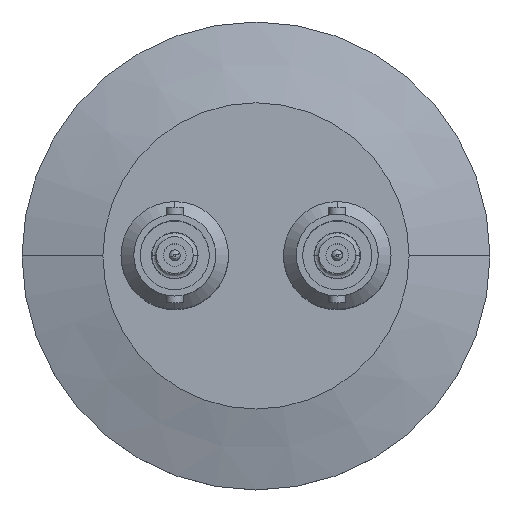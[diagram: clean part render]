
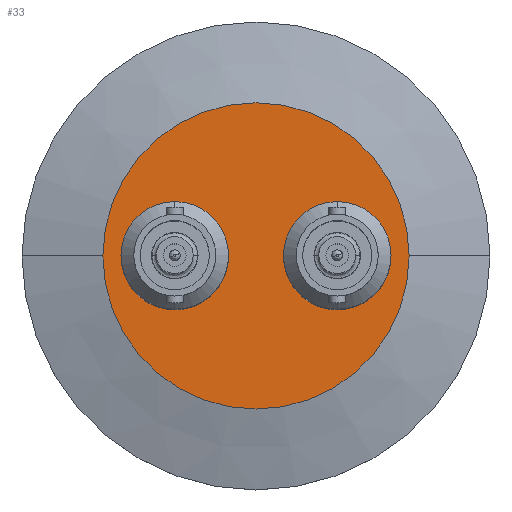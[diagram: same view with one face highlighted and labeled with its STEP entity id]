
A CAD part, top view. The second image highlights one B-rep face of the part: STEP entity #33.
In plain terms, the highlighted planar face has unit normal (0, 0, 1).
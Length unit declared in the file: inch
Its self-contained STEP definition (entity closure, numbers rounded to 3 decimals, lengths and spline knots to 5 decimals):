
#33 = ADVANCED_FACE ( 'NONE', ( #2359, #2368, #2360 ), #1498, .T. ) ;
#170 = AXIS2_PLACEMENT_3D ( 'NONE', #1496, #1493, #1500 ) ;
#801 = EDGE_CURVE ( 'NONE', #2490, #2491, #5428, .T. ) ;
#1070 = CARTESIAN_POINT ( 'NONE',  ( -0.375, -0.2485, 0.2 ) ) ;
#1071 = CARTESIAN_POINT ( 'NONE',  ( -0.375, 0.2485, 0.2 ) ) ;
#1405 = CIRCLE ( 'NONE', #3212, 0.70679 ) ;
#1435 = CIRCLE ( 'NONE', #3221, 0.2485 ) ;
#1436 = CIRCLE ( 'NONE', #3222, 0.2485 ) ;
#1437 = CIRCLE ( 'NONE', #3223, 0.70679 ) ;
#1493 = DIRECTION ( 'NONE',  ( 0., 0., 1. ) ) ;
#1496 = CARTESIAN_POINT ( 'NONE',  ( 0., 0., 0.2 ) ) ;
#1498 = PLANE ( 'NONE',  #170 ) ;
#1500 = DIRECTION ( 'NONE',  ( 1., 0., 0. ) ) ;
#2359 = FACE_BOUND ( 'NONE', #3466, .T. ) ;
#2360 = FACE_OUTER_BOUND ( 'NONE', #3473, .T. ) ;
#2368 = FACE_BOUND ( 'NONE', #3471, .T. ) ;
#2490 = VERTEX_POINT ( 'NONE', #1070 ) ;
#2491 = VERTEX_POINT ( 'NONE', #1071 ) ;
#3085 = EDGE_CURVE ( 'NONE', #3571, #3575, #1405, .T. ) ;
#3102 = EDGE_CURVE ( 'NONE', #3693, #3692, #1435, .T. ) ;
#3103 = EDGE_CURVE ( 'NONE', #2491, #2490, #1436, .T. ) ;
#3104 = EDGE_CURVE ( 'NONE', #3575, #3571, #1437, .T. ) ;
#3212 = AXIS2_PLACEMENT_3D ( 'NONE', #3957, #3958, #3959 ) ;
#3221 = AXIS2_PLACEMENT_3D ( 'NONE', #3997, #3998, #3999 ) ;
#3222 = AXIS2_PLACEMENT_3D ( 'NONE', #4000, #4001, #4002 ) ;
#3223 = AXIS2_PLACEMENT_3D ( 'NONE', #4003, #4004, #4005 ) ;
#3466 = EDGE_LOOP ( 'NONE', ( #4549, #4550 ) ) ;
#3471 = EDGE_LOOP ( 'NONE', ( #4551, #4552 ) ) ;
#3473 = EDGE_LOOP ( 'NONE', ( #4553, #4554 ) ) ;
#3571 = VERTEX_POINT ( 'NONE', #4124 ) ;
#3575 = VERTEX_POINT ( 'NONE', #4120 ) ;
#3647 = EDGE_CURVE ( 'NONE', #3692, #3693, #4193, .T. ) ;
#3692 = VERTEX_POINT ( 'NONE', #5237 ) ;
#3693 = VERTEX_POINT ( 'NONE', #5232 ) ;
#3901 = AXIS2_PLACEMENT_3D ( 'NONE', #4858, #4859, #4860 ) ;
#3957 = CARTESIAN_POINT ( 'NONE',  ( 0., 0., 0.2 ) ) ;
#3958 = DIRECTION ( 'NONE',  ( 0., 0., -1. ) ) ;
#3959 = DIRECTION ( 'NONE',  ( -1., 0., 0. ) ) ;
#3997 = CARTESIAN_POINT ( 'NONE',  ( 0.375, 0., 0.2 ) ) ;
#3998 = DIRECTION ( 'NONE',  ( 0., 0., 1. ) ) ;
#3999 = DIRECTION ( 'NONE',  ( 1., 0., 0. ) ) ;
#4000 = CARTESIAN_POINT ( 'NONE',  ( -0.375, 0., 0.2 ) ) ;
#4001 = DIRECTION ( 'NONE',  ( 0., 0., 1. ) ) ;
#4002 = DIRECTION ( 'NONE',  ( 1., 0., 0. ) ) ;
#4003 = CARTESIAN_POINT ( 'NONE',  ( 0., 0., 0.2 ) ) ;
#4004 = DIRECTION ( 'NONE',  ( 0., 0., -1. ) ) ;
#4005 = DIRECTION ( 'NONE',  ( -1., 0., 0. ) ) ;
#4120 = CARTESIAN_POINT ( 'NONE',  ( 0.70679, 0., 0.2 ) ) ;
#4124 = CARTESIAN_POINT ( 'NONE',  ( -0.70679, 0., 0.2 ) ) ;
#4193 = CIRCLE ( 'NONE', #4934, 0.2485 ) ;
#4549 = ORIENTED_EDGE ( 'NONE', *, *, #3102, .F. ) ;
#4550 = ORIENTED_EDGE ( 'NONE', *, *, #3647, .F. ) ;
#4551 = ORIENTED_EDGE ( 'NONE', *, *, #3103, .F. ) ;
#4552 = ORIENTED_EDGE ( 'NONE', *, *, #801, .F. ) ;
#4553 = ORIENTED_EDGE ( 'NONE', *, *, #3085, .F. ) ;
#4554 = ORIENTED_EDGE ( 'NONE', *, *, #3104, .F. ) ;
#4858 = CARTESIAN_POINT ( 'NONE',  ( -0.375, 0., 0.2 ) ) ;
#4859 = DIRECTION ( 'NONE',  ( 0., 0., 1. ) ) ;
#4860 = DIRECTION ( 'NONE',  ( 1., 0., 0. ) ) ;
#4934 = AXIS2_PLACEMENT_3D ( 'NONE', #5071, #5072, #5073 ) ;
#5071 = CARTESIAN_POINT ( 'NONE',  ( 0.375, 0., 0.2 ) ) ;
#5072 = DIRECTION ( 'NONE',  ( 0., 0., 1. ) ) ;
#5073 = DIRECTION ( 'NONE',  ( 1., 0., 0. ) ) ;
#5232 = CARTESIAN_POINT ( 'NONE',  ( 0.375, 0.2485, 0.2 ) ) ;
#5237 = CARTESIAN_POINT ( 'NONE',  ( 0.375, -0.2485, 0.2 ) ) ;
#5428 = CIRCLE ( 'NONE', #3901, 0.2485 ) ;
